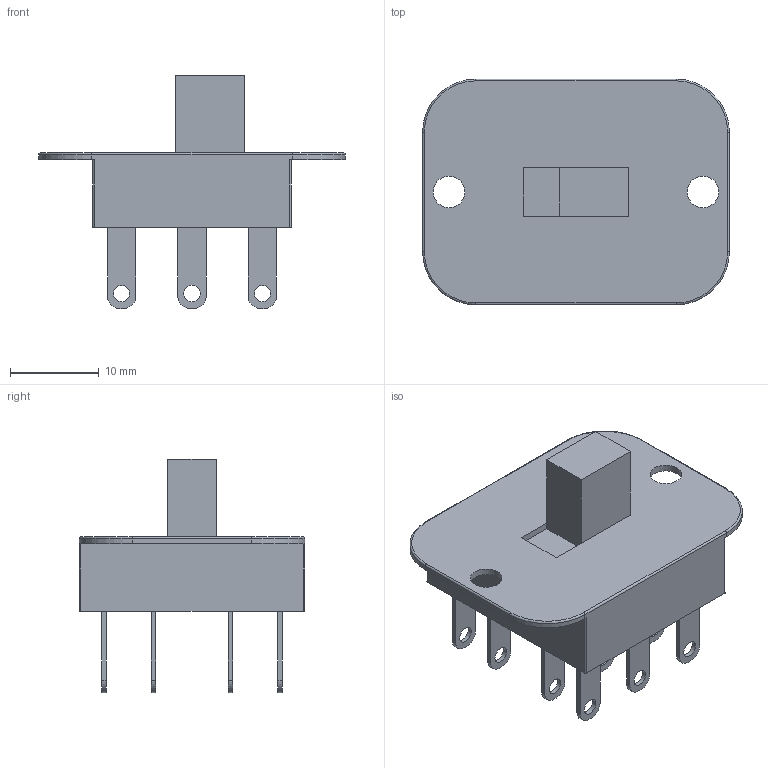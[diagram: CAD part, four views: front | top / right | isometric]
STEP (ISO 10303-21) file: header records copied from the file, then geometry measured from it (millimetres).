
FILE_DESCRIPTION(/* description */ ('STEP AP242','CAx-IF Rec.Pracs.---Representation and Presentation of Product Manufacturing Information (PMI)---4.0---2014-10-13','CAx-IF Rec.Pracs.---3D Tessellated Geometry---0.4---2014-09-14','2;1'),/* implementation_level */ '2;1');
FILE_NAME(/* name */ '6414894ba7b2230337d72d98',/* time_stamp */ '2023-03-17T15:37:48+00:00',/* author */ (''),/* organization */ (''),/* preprocessor_version */ 'ST-DEVELOPER v18.102',/* originating_system */ ' ',/* authorisation */ ' ');
FILE_SCHEMA (('AP242_MANAGED_MODEL_BASED_3D_ENGINEERING_MIM_LF { 1 0 10303 442 1 1 4 }'));
Length unit declared in the file: metre
Products named in the file (14): Part 14; Part 13; Part 9; Part 12; Part 10; Part 7; Part 8; Part 11; Part 6; Part 3; Part 1; Part 2; Part 4; Part 5
Bounding box: 34.54 x 25.4 x 26.26 mm (x, y, z)
Volume: 5468.2 mm3; surface area: 3627 mm2
Topology: 14 solids, 14 shells, 147 faces, 349 edges, 231 vertices
Faces by surface type: plane 93, cylinder 50, torus 4
Full cylindrical faces by diameter (mm): 1.83 x12, 3.56 x2
Entity records: 4555 total; most frequent: DIRECTION 758, CARTESIAN_POINT 721, ORIENTED_EDGE 664, EDGE_CURVE 332, AXIS2_PLACEMENT_3D 265, VERTEX_POINT 228, LINE 228, VECTOR 228
